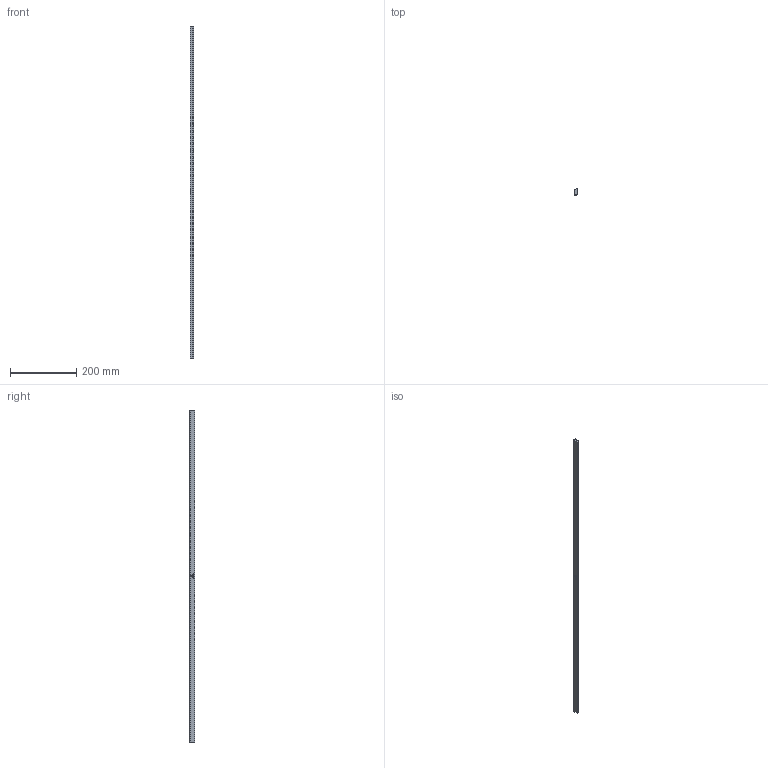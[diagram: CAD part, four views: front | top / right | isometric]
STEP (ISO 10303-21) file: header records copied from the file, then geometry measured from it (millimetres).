
FILE_DESCRIPTION (( 'STEP AP203' ), '1' );
FILE_NAME ('80501-GU-ADOK.step', '2022-07-11T12:32:50', ( '' ), ( '' ), 'SwSTEP 2.0', 'SolidWorks 2018', '' );
FILE_SCHEMA (( 'CONFIG_CONTROL_DESIGN' ));
Length unit declared in the file: millimetre
Products named in the file (1): 80501-GU-ADOK
Bounding box: 10.9 x 17.15 x 1000 mm (x, y, z)
Volume: 137448.1 mm3; surface area: 55913.5 mm2
Topology: 1 solids, 1 shells, 346 faces, 936 edges, 624 vertices
Faces by surface type: plane 184, bspline 142, cylinder 20
Entity records: 18385 total; most frequent: CARTESIAN_POINT 10529, ORIENTED_EDGE 1872, DIRECTION 1102, EDGE_CURVE 936, VERTEX_POINT 624, VECTOR 612, LINE 612, EDGE_LOOP 378
